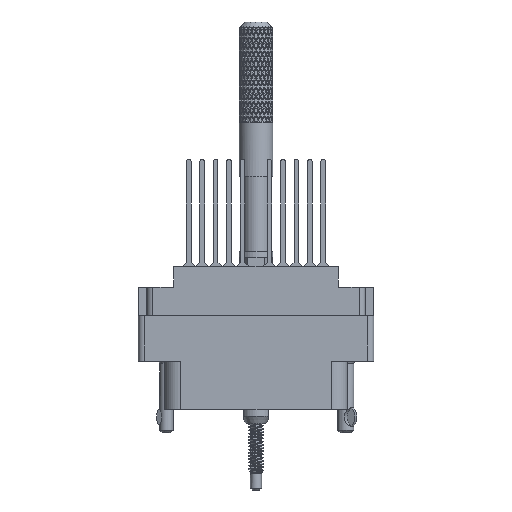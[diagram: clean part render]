
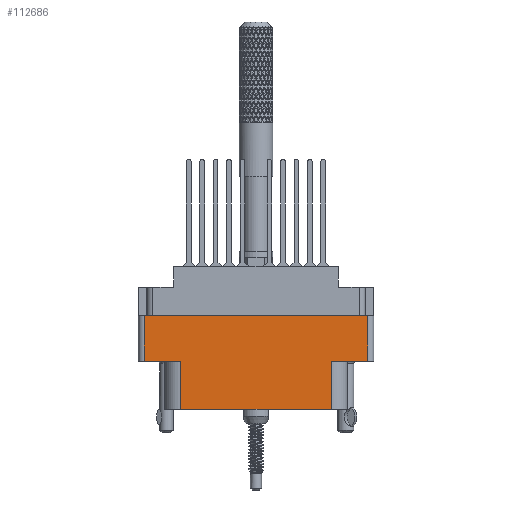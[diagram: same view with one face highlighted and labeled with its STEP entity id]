
A CAD part, front view. The second image highlights one B-rep face of the part: STEP entity #112686.
In plain terms, the highlighted planar face has unit normal (0, -1, 0).
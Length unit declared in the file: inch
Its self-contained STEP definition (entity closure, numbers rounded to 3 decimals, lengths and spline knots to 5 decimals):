
#2007 = VERTEX_POINT ( 'NONE', #194087 ) ;
#3482 = EDGE_CURVE ( 'NONE', #24400, #118227, #154535, .T. ) ;
#4954 = CARTESIAN_POINT ( 'NONE',  ( -0.42052, -0.343, -0.529 ) ) ;
#5632 = ORIENTED_EDGE ( 'NONE', *, *, #3482, .T. ) ;
#6850 = EDGE_CURVE ( 'NONE', #39965, #35752, #75237, .T. ) ;
#7306 = ORIENTED_EDGE ( 'NONE', *, *, #54334, .T. ) ;
#13779 = ORIENTED_EDGE ( 'NONE', *, *, #56212, .F. ) ;
#13829 = CARTESIAN_POINT ( 'NONE',  ( -0.656, -0.343, -0.798 ) ) ;
#15917 = EDGE_CURVE ( 'NONE', #88901, #67453, #141161, .T. ) ;
#23713 = CARTESIAN_POINT ( 'NONE',  ( 0., -0.343, -0.529 ) ) ;
#24400 = VERTEX_POINT ( 'NONE', #54378 ) ;
#27053 = DIRECTION ( 'NONE',  ( 0., 0., 1. ) ) ;
#29555 = EDGE_CURVE ( 'NONE', #118227, #39965, #146234, .T. ) ;
#35626 = DIRECTION ( 'NONE',  ( 0., 0., -1. ) ) ;
#35752 = VERTEX_POINT ( 'NONE', #149730 ) ;
#39965 = VERTEX_POINT ( 'NONE', #4954 ) ;
#49614 = ORIENTED_EDGE ( 'NONE', *, *, #80410, .T. ) ;
#53878 = VECTOR ( 'NONE', #35626, 39.37008 ) ;
#53884 = CARTESIAN_POINT ( 'NONE',  ( 0.42052, -0.343, -0.798 ) ) ;
#54334 = EDGE_CURVE ( 'NONE', #35752, #88901, #157109, .T. ) ;
#54378 = CARTESIAN_POINT ( 'NONE',  ( -0.624, -0.343, -0.274 ) ) ;
#56212 = EDGE_CURVE ( 'NONE', #24400, #2007, #185197, .T. ) ;
#62131 = ORIENTED_EDGE ( 'NONE', *, *, #6850, .T. ) ;
#65933 = DIRECTION ( 'NONE',  ( 0., 0., -1. ) ) ;
#67453 = VERTEX_POINT ( 'NONE', #74209 ) ;
#70952 = PLANE ( 'NONE',  #175615 ) ;
#74209 = CARTESIAN_POINT ( 'NONE',  ( 0.42052, -0.343, -0.529 ) ) ;
#75237 = LINE ( 'NONE', #136968, #53878 ) ;
#75761 = VECTOR ( 'NONE', #156234, 39.37008 ) ;
#80410 = EDGE_CURVE ( 'NONE', #195224, #2007, #105127, .T. ) ;
#88605 = DIRECTION ( 'NONE',  ( 0., 0., 1. ) ) ;
#88901 = VERTEX_POINT ( 'NONE', #53884 ) ;
#90794 = DIRECTION ( 'NONE',  ( 1., 0., 0. ) ) ;
#100266 = DIRECTION ( 'NONE',  ( 0., -1., 0. ) ) ;
#104327 = FACE_OUTER_BOUND ( 'NONE', #192380, .T. ) ;
#105127 = LINE ( 'NONE', #164505, #136086 ) ;
#105750 = EDGE_CURVE ( 'NONE', #195224, #67453, #157954, .T. ) ;
#112686 = ADVANCED_FACE ( 'NONE', ( #104327 ), #70952, .T. ) ;
#116086 = CARTESIAN_POINT ( 'NONE',  ( 0.624, -0.343, -0.529 ) ) ;
#118227 = VERTEX_POINT ( 'NONE', #148062 ) ;
#120108 = VECTOR ( 'NONE', #90794, 39.37008 ) ;
#123015 = CARTESIAN_POINT ( 'NONE',  ( 0., -0.343, -0.274 ) ) ;
#124881 = ORIENTED_EDGE ( 'NONE', *, *, #105750, .F. ) ;
#134576 = ORIENTED_EDGE ( 'NONE', *, *, #29555, .T. ) ;
#136086 = VECTOR ( 'NONE', #88605, 39.37008 ) ;
#136968 = CARTESIAN_POINT ( 'NONE',  ( -0.42052, -0.343, -0.798 ) ) ;
#141161 = LINE ( 'NONE', #177417, #155511 ) ;
#141218 = CARTESIAN_POINT ( 'NONE',  ( -0.624, -0.343, -0.798 ) ) ;
#145914 = CARTESIAN_POINT ( 'NONE',  ( 0., -0.343, -0.529 ) ) ;
#146234 = LINE ( 'NONE', #23713, #120108 ) ;
#148062 = CARTESIAN_POINT ( 'NONE',  ( -0.624, -0.343, -0.529 ) ) ;
#149730 = CARTESIAN_POINT ( 'NONE',  ( -0.42052, -0.343, -0.798 ) ) ;
#149768 = VECTOR ( 'NONE', #65933, 39.37008 ) ;
#154535 = LINE ( 'NONE', #141218, #149768 ) ;
#155511 = VECTOR ( 'NONE', #27053, 39.37008 ) ;
#156234 = DIRECTION ( 'NONE',  ( 1., 0., 0. ) ) ;
#157109 = LINE ( 'NONE', #13829, #166614 ) ;
#157954 = LINE ( 'NONE', #145914, #181725 ) ;
#158687 = DIRECTION ( 'NONE',  ( 1., 0., 0. ) ) ;
#160821 = DIRECTION ( 'NONE',  ( 0., 0., -1. ) ) ;
#160859 = ORIENTED_EDGE ( 'NONE', *, *, #15917, .T. ) ;
#161188 = DIRECTION ( 'NONE',  ( -1., 0., 0. ) ) ;
#164505 = CARTESIAN_POINT ( 'NONE',  ( 0.624, -0.343, -0.798 ) ) ;
#166614 = VECTOR ( 'NONE', #158687, 39.37008 ) ;
#175615 = AXIS2_PLACEMENT_3D ( 'NONE', #189950, #100266, #160821 ) ;
#177417 = CARTESIAN_POINT ( 'NONE',  ( 0.42052, -0.343, -0.529 ) ) ;
#181725 = VECTOR ( 'NONE', #161188, 39.37008 ) ;
#185197 = LINE ( 'NONE', #123015, #75761 ) ;
#189950 = CARTESIAN_POINT ( 'NONE',  ( -0.656, -0.343, -0.798 ) ) ;
#192380 = EDGE_LOOP ( 'NONE', ( #13779, #5632, #134576, #62131, #7306, #160859, #124881, #49614 ) ) ;
#194087 = CARTESIAN_POINT ( 'NONE',  ( 0.624, -0.343, -0.274 ) ) ;
#195224 = VERTEX_POINT ( 'NONE', #116086 ) ;
